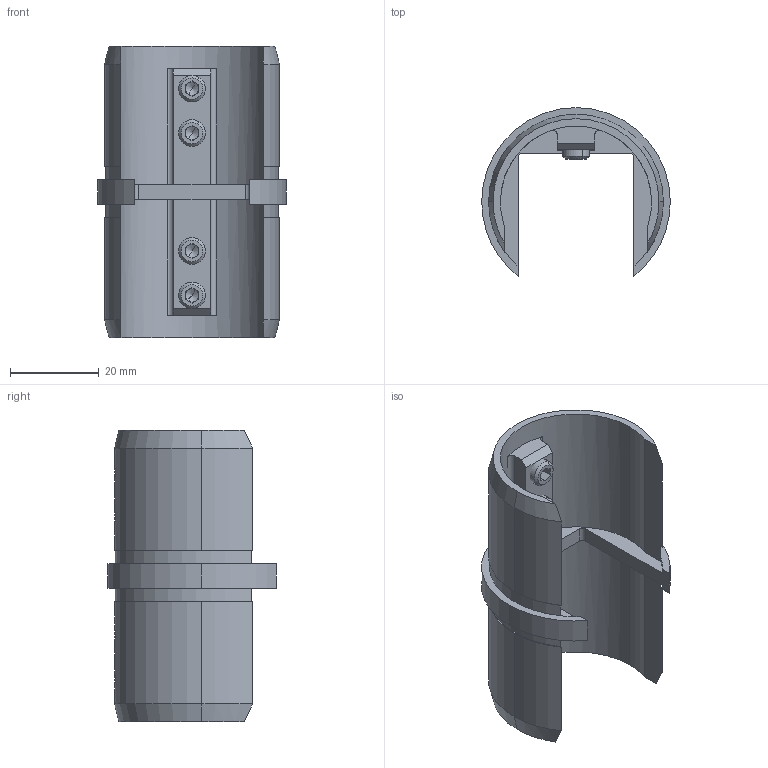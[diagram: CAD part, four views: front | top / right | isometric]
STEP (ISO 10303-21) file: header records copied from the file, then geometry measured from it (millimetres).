
FILE_DESCRIPTION (( 'STEP AP203' ), '1' );
FILE_NAME ('60326-V4A.step', '2019-08-12T08:47:24', ( '' ), ( '' ), 'SwSTEP 2.0', 'SolidWorks 2015', '' );
FILE_SCHEMA (( 'CONFIG_CONTROL_DESIGN' ));
Length unit declared in the file: millimetre
Products named in the file (3): DIN913_DIN 913 M6x10; 60326-V4A; 6032X-240 Teil1_60326-V4A Teil1
Assembly tree (5 placements, depth 2):
  60326-V4A
    6032X-240 Teil1_60326-V4A Teil1
    DIN913_DIN 913 M6x10  x4
Bounding box: 42.4 x 37.95 x 65.5 mm (x, y, z)
Volume: 17130.3 mm3; surface area: 13654 mm2
Topology: 5 solids, 5 shells, 388 faces, 1007 edges, 650 vertices
Faces by surface type: plane 210, bspline 103, cylinder 45, cone 30
Entity records: 20692 total; most frequent: CARTESIAN_POINT 12933, ORIENTED_EDGE 1710, DIRECTION 1179, EDGE_CURVE 855, VERTEX_POINT 563, VECTOR 541, LINE 541, EDGE_LOOP 356
